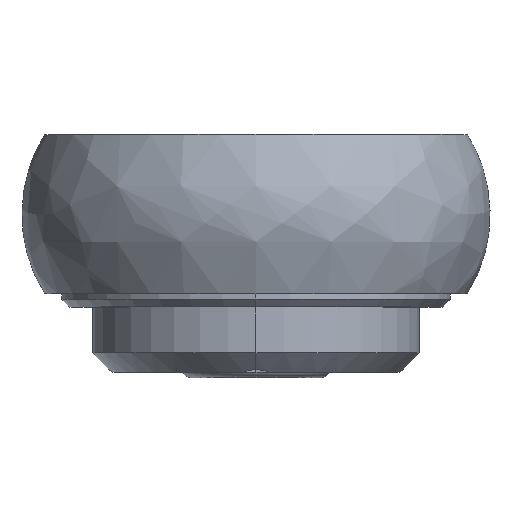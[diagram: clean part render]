
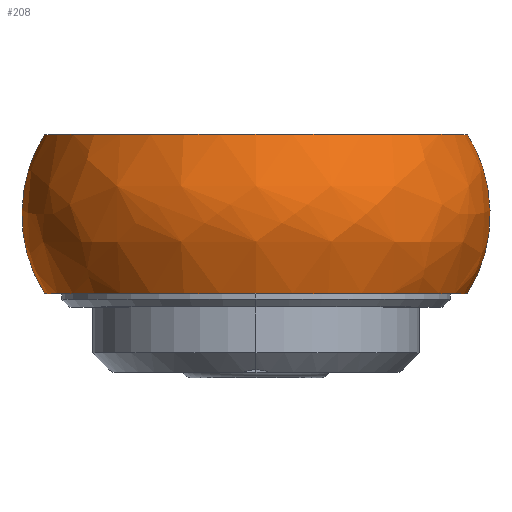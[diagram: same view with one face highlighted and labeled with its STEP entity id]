
A CAD part, top view. The second image highlights one B-rep face of the part: STEP entity #208.
In plain terms, the highlighted free-form (B-spline) face has degree [3, 3] with [4, 4] control points.
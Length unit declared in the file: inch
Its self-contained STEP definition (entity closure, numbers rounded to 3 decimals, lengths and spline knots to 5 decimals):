
#201 = CARTESIAN_POINT ( 'NONE',  ( 0.92545, -0.12361, 0. ) ) ;
#208 = ADVANCED_FACE ( 'NONE', ( #4776 ), #9069, .T. ) ;
#262 = CARTESIAN_POINT ( 'NONE',  ( -0.92545, 0.12361, 1.85089 ) ) ;
#1649 = CIRCLE ( 'NONE', #10324, 0.80878 ) ;
#1697 = CARTESIAN_POINT ( 'NONE',  ( -0.92545, 0.12361, 0. ) ) ;
#2318 = ORIENTED_EDGE ( 'NONE', *, *, #5131, .T. ) ;
#3136 = CARTESIAN_POINT ( 'NONE',  ( 0.80878, 0.305, 0. ) ) ;
#3579 = DIRECTION ( 'NONE',  ( 0., 0., -1. ) ) ;
#3619 = CARTESIAN_POINT ( 'NONE',  ( 0.80878, 0.305, 0. ) ) ;
#3845 = AXIS2_PLACEMENT_3D ( 'NONE', #13260, #6487, #3579 ) ;
#4162 = CARTESIAN_POINT ( 'NONE',  ( -0.80878, -0.305, 1.61755 ) ) ;
#4411 = CARTESIAN_POINT ( 'NONE',  ( 0.92545, 0.12361, 0. ) ) ;
#4776 = FACE_OUTER_BOUND ( 'NONE', #9203, .T. ) ;
#4966 = ORIENTED_EDGE ( 'NONE', *, *, #16687, .F. ) ;
#5131 = EDGE_CURVE ( 'NONE', #16677, #6331, #16525, .T. ) ;
#5701 = CARTESIAN_POINT ( 'NONE',  ( 0.80878, -0.305, 1.61755 ) ) ;
#5752 = CARTESIAN_POINT ( 'NONE',  ( 0.92545, 0.12361, 1.85089 ) ) ;
#5819 = CARTESIAN_POINT ( 'NONE',  ( -0.92545, 0.12361, 0. ) ) ;
#6331 = VERTEX_POINT ( 'NONE', #6694 ) ;
#6467 = CARTESIAN_POINT ( 'NONE',  ( 0.92545, -0.12361, 0. ) ) ;
#6487 = DIRECTION ( 'NONE',  ( 0., -1., 0. ) ) ;
#6694 = CARTESIAN_POINT ( 'NONE',  ( -0.80878, 0.305, 0. ) ) ;
#7061 = VERTEX_POINT ( 'NONE', #16574 ) ;
#7063 = CARTESIAN_POINT ( 'NONE',  ( 0.92545, -0.12361, 1.85089 ) ) ;
#7250 = CARTESIAN_POINT ( 'NONE',  ( -0.80878, 0.305, 0. ) ) ;
#8596 = CARTESIAN_POINT ( 'NONE',  ( -0.92545, -0.12361, 1.85089 ) ) ;
#8865 = CARTESIAN_POINT ( 'NONE',  ( 0.80878, 0.305, 0. ) ) ;
#9069 =( BOUNDED_SURFACE ( )  B_SPLINE_SURFACE ( 3, 3, ( 
 ( #13945, #5701, #4162, #15330 ),
 ( #201, #7063, #8596, #14005 ),
 ( #4411, #5752, #262, #1697 ),
 ( #3136, #15462, #11260, #7250 ) ),
 .UNSPECIFIED., .F., .F., .F. ) 
 B_SPLINE_SURFACE_WITH_KNOTS ( ( 4, 4 ),
 ( 4, 4 ),
 ( 0., 1. ),
 ( 0., 1. ),
 .UNSPECIFIED. ) 
 GEOMETRIC_REPRESENTATION_ITEM ( )  RATIONAL_B_SPLINE_SURFACE ( (
 ( 1., 0.333, 0.333, 1.),
 ( 1., 0.333, 0.333, 1.),
 ( 1., 0.333, 0.333, 1.),
 ( 1., 0.333, 0.333, 1.) ) ) 
 REPRESENTATION_ITEM ( '' )  SURFACE ( )  );
#9074 = CARTESIAN_POINT ( 'NONE',  ( 0.80878, -0.305, 0. ) ) ;
#9203 = EDGE_LOOP ( 'NONE', ( #12407, #4966, #15283, #2318 ) ) ;
#9502 = B_SPLINE_CURVE_WITH_KNOTS ( 'NONE', 3,
 ( #14603, #6467, #16092, #3619 ),
 .UNSPECIFIED., .F., .F.,
 ( 4, 4 ),
 ( 0., 1. ),
 .UNSPECIFIED. ) ;
#10065 = CARTESIAN_POINT ( 'NONE',  ( -0.80878, -0.305, 0. ) ) ;
#10259 = DIRECTION ( 'NONE',  ( 0., 0., -1. ) ) ;
#10324 = AXIS2_PLACEMENT_3D ( 'NONE', #15482, #17154, #10259 ) ;
#10891 = EDGE_CURVE ( 'NONE', #7061, #6331, #16448, .T. ) ;
#11260 = CARTESIAN_POINT ( 'NONE',  ( -0.80878, 0.305, 1.61755 ) ) ;
#12407 = ORIENTED_EDGE ( 'NONE', *, *, #10891, .F. ) ;
#12848 = CARTESIAN_POINT ( 'NONE',  ( -0.92545, -0.12361, 0. ) ) ;
#13260 = CARTESIAN_POINT ( 'NONE',  ( 0., 0.305, 0. ) ) ;
#13945 = CARTESIAN_POINT ( 'NONE',  ( 0.80878, -0.305, 0. ) ) ;
#14005 = CARTESIAN_POINT ( 'NONE',  ( -0.92545, -0.12361, 0. ) ) ;
#14079 = CARTESIAN_POINT ( 'NONE',  ( -0.80878, 0.305, 0. ) ) ;
#14310 = VERTEX_POINT ( 'NONE', #9074 ) ;
#14603 = CARTESIAN_POINT ( 'NONE',  ( 0.80878, -0.305, 0. ) ) ;
#15283 = ORIENTED_EDGE ( 'NONE', *, *, #17286, .T. ) ;
#15330 = CARTESIAN_POINT ( 'NONE',  ( -0.80878, -0.305, 0. ) ) ;
#15462 = CARTESIAN_POINT ( 'NONE',  ( 0.80878, 0.305, 1.61755 ) ) ;
#15482 = CARTESIAN_POINT ( 'NONE',  ( 0., -0.305, 0. ) ) ;
#16092 = CARTESIAN_POINT ( 'NONE',  ( 0.92545, 0.12361, 0. ) ) ;
#16448 = B_SPLINE_CURVE_WITH_KNOTS ( 'NONE', 3,
 ( #10065, #12848, #5819, #14079 ),
 .UNSPECIFIED., .F., .F.,
 ( 4, 4 ),
 ( 0., 1. ),
 .UNSPECIFIED. ) ;
#16525 = CIRCLE ( 'NONE', #3845, 0.80878 ) ;
#16574 = CARTESIAN_POINT ( 'NONE',  ( -0.80878, -0.305, 0. ) ) ;
#16677 = VERTEX_POINT ( 'NONE', #8865 ) ;
#16687 = EDGE_CURVE ( 'NONE', #14310, #7061, #1649, .T. ) ;
#17154 = DIRECTION ( 'NONE',  ( 0., -1., 0. ) ) ;
#17286 = EDGE_CURVE ( 'NONE', #14310, #16677, #9502, .T. ) ;
